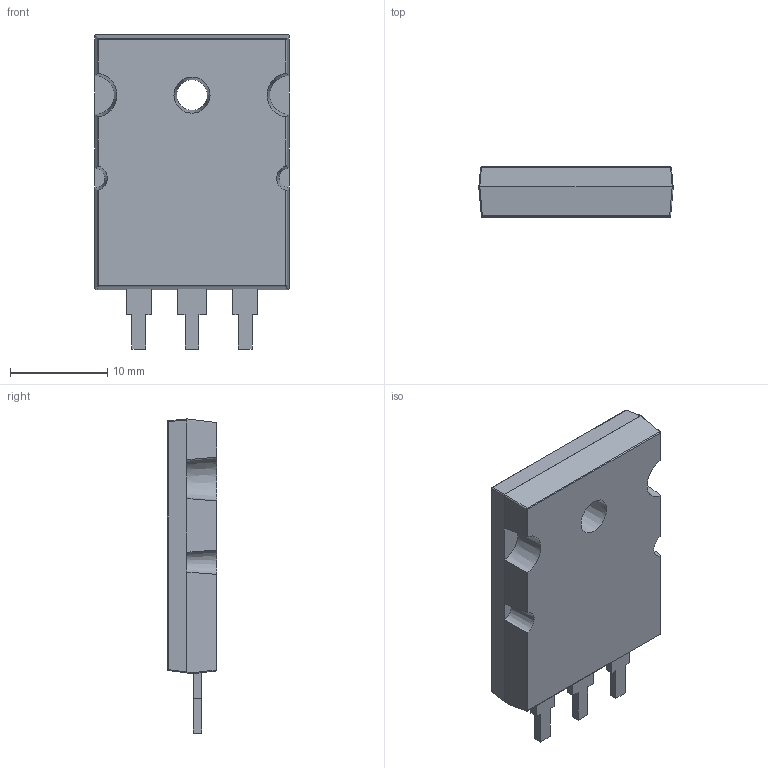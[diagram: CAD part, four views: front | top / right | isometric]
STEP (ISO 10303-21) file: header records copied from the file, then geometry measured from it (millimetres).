
FILE_DESCRIPTION(/* description */ (''),/* implementation_level */ '2;1');
FILE_NAME(/* name */ 'IXYS TO-264 IXFK.step',/* time_stamp */ '2024-04-02T19:18:42+01:00',/* author */ (''),/* organization */ (''),/* preprocessor_version */ 'ST-DEVELOPER v20',/* originating_system */ 'Autodesk Translation Framework v12.20.1.177',/* authorisation */ '');
FILE_SCHEMA (('AUTOMOTIVE_DESIGN { 1 0 10303 214 3 1 1 }'));
Length unit declared in the file: millimetre
Products named in the file (1): IXYS TO-264 IXFK
Bounding box: 19.96 x 5.13 x 32.25 mm (x, y, z)
Volume: 2547.2 mm3; surface area: 1617.3 mm2
Topology: 1 solids, 1 shells, 90 faces, 220 edges, 132 vertices
Faces by surface type: plane 51, cylinder 25, sphere 8, cone 6
Full cylindrical faces by diameter (mm): 3.529 x1, 6.34 x1
Entity records: 2727 total; most frequent: CARTESIAN_POINT 559, ORIENTED_EDGE 436, DIRECTION 434, EDGE_CURVE 218, LINE 148, VECTOR 148, AXIS2_PLACEMENT_3D 143, VERTEX_POINT 132
